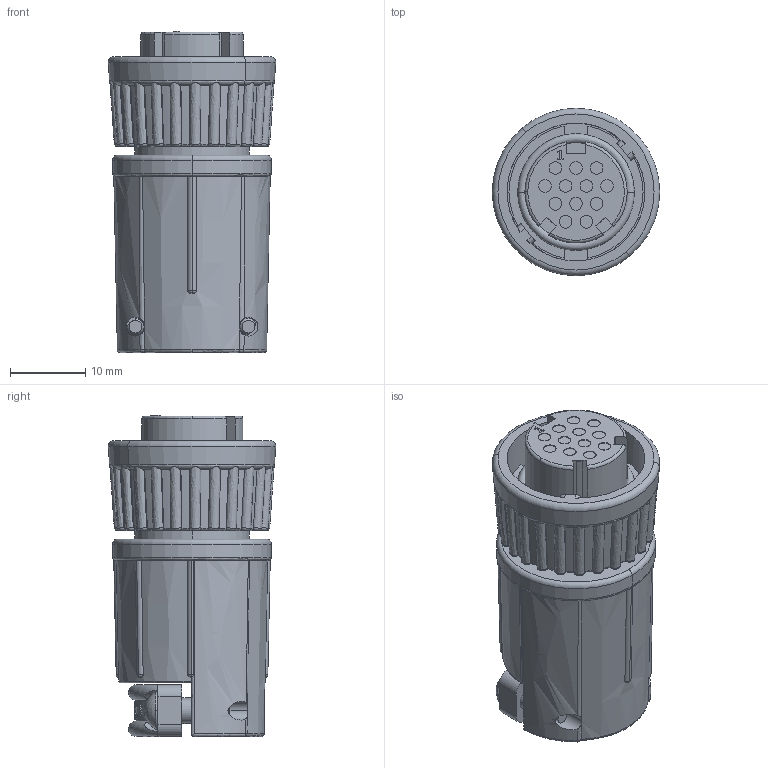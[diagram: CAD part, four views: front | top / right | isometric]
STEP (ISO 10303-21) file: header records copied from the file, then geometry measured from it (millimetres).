
FILE_DESCRIPTION (( 'STEP AP203' ), '1' );
FILE_NAME ('W3282-12SG-535.STEP', '2021-02-24T16:06:21', ( '' ), ( '' ), 'SwSTEP 2.0', 'SolidWorks 2020', '' );
FILE_SCHEMA (( 'CONFIG_CONTROL_DESIGN' ));
Length unit declared in the file: inch
Products named in the file (1): W3282-12SG-535
Bounding box: 22.22 x 22.22 x 42.6 mm (x, y, z)
Volume: 11502.8 mm3; surface area: 5215.8 mm2
Topology: 1 solids, 1 shells, 533 faces, 1474 edges, 970 vertices
Faces by surface type: plane 172, bspline 115, cylinder 113, torus 70, cone 58, sphere 5
Entity records: 22608 total; most frequent: CARTESIAN_POINT 10249, ORIENTED_EDGE 2944, DIRECTION 2149, EDGE_CURVE 1472, VERTEX_POINT 969, AXIS2_PLACEMENT_3D 891, EDGE_LOOP 563, B_SPLINE_CURVE_WITH_KNOTS 552
